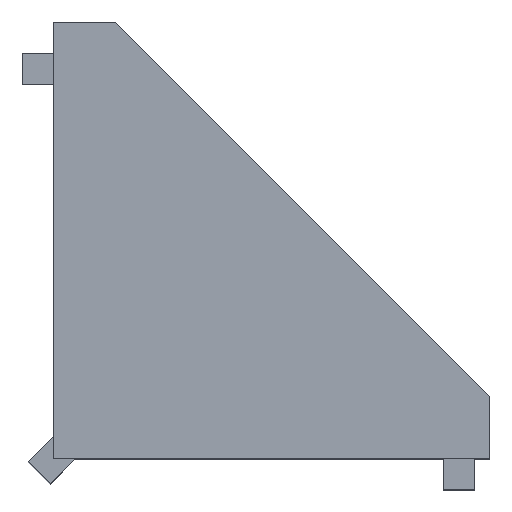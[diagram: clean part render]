
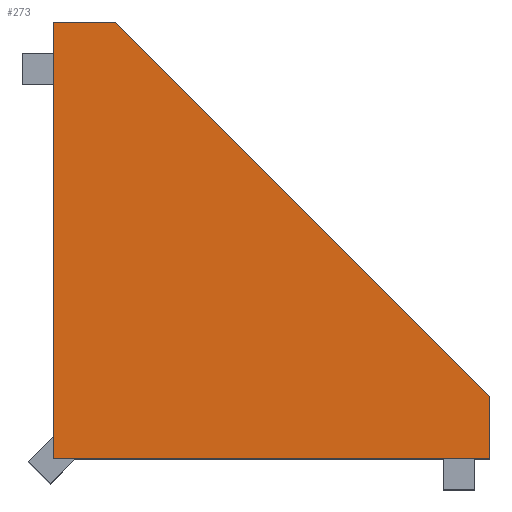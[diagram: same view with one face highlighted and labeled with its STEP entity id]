
A CAD part, top view. The second image highlights one B-rep face of the part: STEP entity #273.
In plain terms, the highlighted planar face has unit normal (0, 0, 1).
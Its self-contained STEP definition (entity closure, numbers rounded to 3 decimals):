
#33 = EDGE_CURVE ( 'NONE', #580, #1244, #1199, .T. ) ;
#65 = CARTESIAN_POINT ( 'NONE',  ( 28., 0., 0. ) ) ;
#85 = DIRECTION ( 'NONE',  ( -0.707, 0.707, 0. ) ) ;
#90 = EDGE_CURVE ( 'NONE', #846, #580, #810, .T. ) ;
#108 = FACE_OUTER_BOUND ( 'NONE', #1157, .T. ) ;
#178 = LINE ( 'NONE', #1013, #473 ) ;
#217 = ORIENTED_EDGE ( 'NONE', *, *, #90, .T. ) ;
#231 = CARTESIAN_POINT ( 'NONE',  ( 28., 4., 0. ) ) ;
#249 = DIRECTION ( 'NONE',  ( 0., 1., 0. ) ) ;
#254 = CARTESIAN_POINT ( 'NONE',  ( 4., 28., 0. ) ) ;
#273 = ADVANCED_FACE ( 'NONE', ( #108 ), #1297, .T. ) ;
#276 = DIRECTION ( 'NONE',  ( -1., 0., 0. ) ) ;
#339 = VERTEX_POINT ( 'NONE', #231 ) ;
#402 = VECTOR ( 'NONE', #574, 1000. ) ;
#432 = CARTESIAN_POINT ( 'NONE',  ( 0., 0., 0. ) ) ;
#443 = EDGE_CURVE ( 'NONE', #1042, #846, #178, .T. ) ;
#455 = ORIENTED_EDGE ( 'NONE', *, *, #1062, .T. ) ;
#461 = ORIENTED_EDGE ( 'NONE', *, *, #1164, .T. ) ;
#473 = VECTOR ( 'NONE', #276, 1000. ) ;
#494 = VECTOR ( 'NONE', #1126, 1000. ) ;
#574 = DIRECTION ( 'NONE',  ( 1., 0., 0. ) ) ;
#580 = VERTEX_POINT ( 'NONE', #1265 ) ;
#626 = DIRECTION ( 'NONE',  ( 1., 0., 0. ) ) ;
#650 = CARTESIAN_POINT ( 'NONE',  ( 0., 28., 0. ) ) ;
#664 = CARTESIAN_POINT ( 'NONE',  ( 0., 0., 0. ) ) ;
#687 = ORIENTED_EDGE ( 'NONE', *, *, #33, .T. ) ;
#725 = CARTESIAN_POINT ( 'NONE',  ( 28., 4., 0. ) ) ;
#737 = ORIENTED_EDGE ( 'NONE', *, *, #443, .T. ) ;
#810 = LINE ( 'NONE', #816, #494 ) ;
#816 = CARTESIAN_POINT ( 'NONE',  ( 0., 28., 0. ) ) ;
#846 = VERTEX_POINT ( 'NONE', #650 ) ;
#847 = DIRECTION ( 'NONE',  ( 0., 0., 1. ) ) ;
#903 = CARTESIAN_POINT ( 'NONE',  ( 28., 0., 0. ) ) ;
#946 = LINE ( 'NONE', #725, #1020 ) ;
#1013 = CARTESIAN_POINT ( 'NONE',  ( 4., 28., 0. ) ) ;
#1019 = LINE ( 'NONE', #903, #1115 ) ;
#1020 = VECTOR ( 'NONE', #85, 1000. ) ;
#1042 = VERTEX_POINT ( 'NONE', #254 ) ;
#1062 = EDGE_CURVE ( 'NONE', #1244, #339, #1019, .T. ) ;
#1115 = VECTOR ( 'NONE', #249, 1000. ) ;
#1126 = DIRECTION ( 'NONE',  ( 0., -1., 0. ) ) ;
#1157 = EDGE_LOOP ( 'NONE', ( #217, #687, #455, #461, #737 ) ) ;
#1164 = EDGE_CURVE ( 'NONE', #339, #1042, #946, .T. ) ;
#1199 = LINE ( 'NONE', #664, #402 ) ;
#1214 = AXIS2_PLACEMENT_3D ( 'NONE', #432, #847, #626 ) ;
#1244 = VERTEX_POINT ( 'NONE', #65 ) ;
#1265 = CARTESIAN_POINT ( 'NONE',  ( 0., 0., 0. ) ) ;
#1297 = PLANE ( 'NONE',  #1214 ) ;
